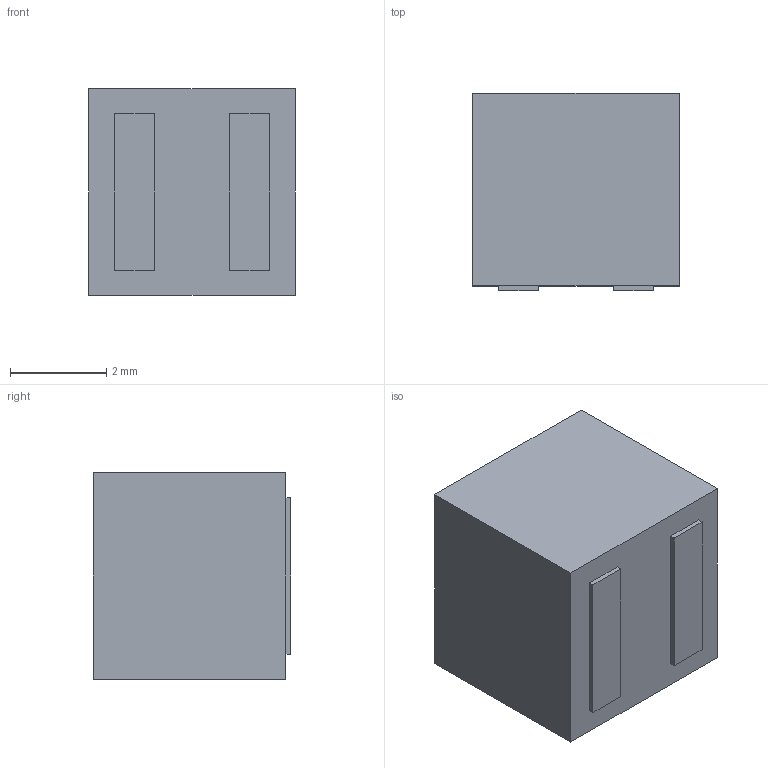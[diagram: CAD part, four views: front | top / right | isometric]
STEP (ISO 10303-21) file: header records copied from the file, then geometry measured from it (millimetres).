
FILE_DESCRIPTION (( 'STEP AP214' ), '1' );
FILE_NAME ('Coilcraft-XGL4040.STEP', '2021-02-23T11:02:40', ( '' ), ( '' ), 'SwSTEP 2.0', 'SolidWorks 2020', '' );
FILE_SCHEMA (( 'AUTOMOTIVE_DESIGN' ));
Length unit declared in the file: millimetre
Products named in the file (1): Coilcraft-XGL4040
Bounding box: 4.3 x 4.1 x 4.3 mm (x, y, z)
Volume: 74.5 mm3; surface area: 107.4 mm2
Topology: 1 solids, 1 shells, 21 faces, 99 edges, 87 vertices
Faces by surface type: plane 21
Entity records: 1613 total; most frequent: CARTESIAN_POINT 680, ORIENTED_EDGE 198, EDGE_CURVE 99, VERTEX_POINT 87, DIRECTION 80, B_SPLINE_CURVE_WITH_KNOTS 63, LINE 36, VECTOR 36
